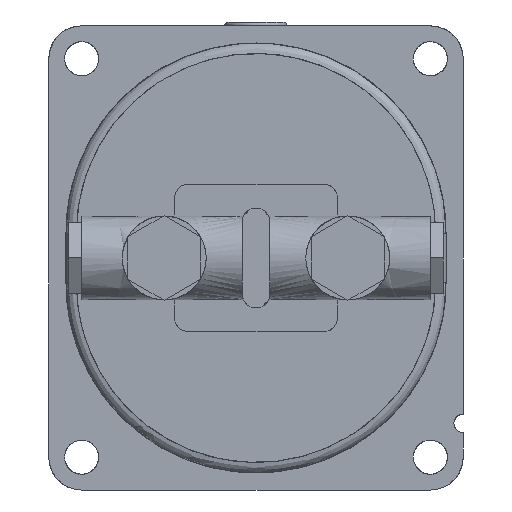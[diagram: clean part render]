
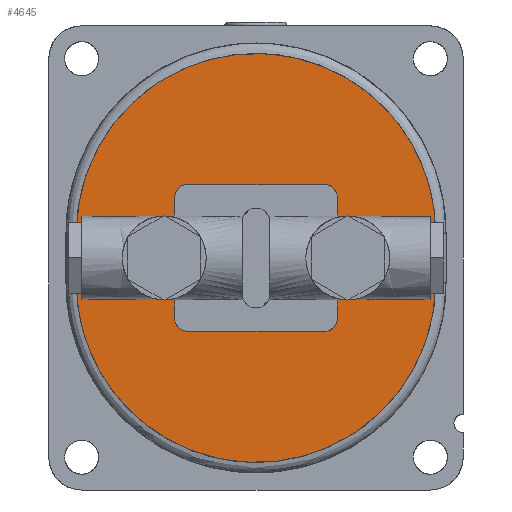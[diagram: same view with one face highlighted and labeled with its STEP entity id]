
A CAD part, left-side view. The second image highlights one B-rep face of the part: STEP entity #4645.
In plain terms, the highlighted free-form (B-spline) face has degree [1, 1] with [2, 2] control points.
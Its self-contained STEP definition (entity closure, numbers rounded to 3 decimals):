
#4645 = ADVANCED_FACE('',(#4646),#4790,.T.);
#4646 = FACE_BOUND('',#4647,.T.);
#4647 = EDGE_LOOP('',(#4648,#4658,#4666,#4674,#4682,#4690,#4698,#4706,
    #4714,#4721,#4729,#4737,#4745,#4753,#4761,#4769,#4777,#4785));
#4648 = ORIENTED_EDGE('',*,*,#4649,.F.);
#4649 = EDGE_CURVE('',#4650,#4652,#4654,.T.);
#4650 = VERTEX_POINT('',#4651);
#4651 = CARTESIAN_POINT('',(-136.978,-72.847,
    41.109));
#4652 = VERTEX_POINT('',#4653);
#4653 = CARTESIAN_POINT('',(-136.978,-78.849,
    10.935));
#4654 = B_SPLINE_CURVE_WITH_KNOTS('',2,(#4655,#4656,#4657),
  .UNSPECIFIED.,.F.,.F.,(3,3),(0.875,1.),.PIECEWISE_BEZIER_KNOTS.);
#4655 = CARTESIAN_POINT('',(-136.978,-72.847,
    41.109));
#4656 = CARTESIAN_POINT('',(-136.978,-78.849,
    26.619));
#4657 = CARTESIAN_POINT('',(-136.978,-78.849,
    10.935));
#4658 = ORIENTED_EDGE('',*,*,#4659,.F.);
#4659 = EDGE_CURVE('',#4660,#4650,#4662,.T.);
#4660 = VERTEX_POINT('',#4661);
#4661 = CARTESIAN_POINT('',(-136.978,-55.754,
    66.69));
#4662 = B_SPLINE_CURVE_WITH_KNOTS('',2,(#4663,#4664,#4665),
  .UNSPECIFIED.,.F.,.F.,(3,3),(0.75,0.875),.PIECEWISE_BEZIER_KNOTS.);
#4663 = CARTESIAN_POINT('',(-136.978,-55.754,
    66.69));
#4664 = CARTESIAN_POINT('',(-136.978,-66.845,
    55.599));
#4665 = CARTESIAN_POINT('',(-136.978,-72.847,
    41.109));
#4666 = ORIENTED_EDGE('',*,*,#4667,.F.);
#4667 = EDGE_CURVE('',#4668,#4660,#4670,.T.);
#4668 = VERTEX_POINT('',#4669);
#4669 = CARTESIAN_POINT('',(-136.978,-30.174,
    83.782));
#4670 = B_SPLINE_CURVE_WITH_KNOTS('',2,(#4671,#4672,#4673),
  .UNSPECIFIED.,.F.,.F.,(3,3),(0.625,0.75),.PIECEWISE_BEZIER_KNOTS.);
#4671 = CARTESIAN_POINT('',(-136.978,-30.174,
    83.782));
#4672 = CARTESIAN_POINT('',(-136.978,-44.664,
    77.78));
#4673 = CARTESIAN_POINT('',(-136.978,-55.754,
    66.69));
#4674 = ORIENTED_EDGE('',*,*,#4675,.F.);
#4675 = EDGE_CURVE('',#4676,#4668,#4678,.T.);
#4676 = VERTEX_POINT('',#4677);
#4677 = CARTESIAN_POINT('',(-136.978,0.,89.784));
#4678 = B_SPLINE_CURVE_WITH_KNOTS('',2,(#4679,#4680,#4681),
  .UNSPECIFIED.,.F.,.F.,(3,3),(0.5,0.625),.PIECEWISE_BEZIER_KNOTS.);
#4679 = CARTESIAN_POINT('',(-136.978,0.,89.784));
#4680 = CARTESIAN_POINT('',(-136.978,-15.684,
    89.784));
#4681 = CARTESIAN_POINT('',(-136.978,-30.174,
    83.782));
#4682 = ORIENTED_EDGE('',*,*,#4683,.F.);
#4683 = EDGE_CURVE('',#4684,#4676,#4686,.T.);
#4684 = VERTEX_POINT('',#4685);
#4685 = CARTESIAN_POINT('',(-136.978,30.174,
    83.782));
#4686 = B_SPLINE_CURVE_WITH_KNOTS('',2,(#4687,#4688,#4689),
  .UNSPECIFIED.,.F.,.F.,(3,3),(0.375,0.5),.PIECEWISE_BEZIER_KNOTS.);
#4687 = CARTESIAN_POINT('',(-136.978,30.174,
    83.782));
#4688 = CARTESIAN_POINT('',(-136.978,15.684,
    89.784));
#4689 = CARTESIAN_POINT('',(-136.978,0.,89.784));
#4690 = ORIENTED_EDGE('',*,*,#4691,.F.);
#4691 = EDGE_CURVE('',#4692,#4684,#4694,.T.);
#4692 = VERTEX_POINT('',#4693);
#4693 = CARTESIAN_POINT('',(-136.978,55.754,
    66.69));
#4694 = B_SPLINE_CURVE_WITH_KNOTS('',2,(#4695,#4696,#4697),
  .UNSPECIFIED.,.F.,.F.,(3,3),(0.25,0.375),.PIECEWISE_BEZIER_KNOTS.);
#4695 = CARTESIAN_POINT('',(-136.978,55.754,
    66.69));
#4696 = CARTESIAN_POINT('',(-136.978,44.664,
    77.78));
#4697 = CARTESIAN_POINT('',(-136.978,30.174,
    83.782));
#4698 = ORIENTED_EDGE('',*,*,#4699,.F.);
#4699 = EDGE_CURVE('',#4700,#4692,#4702,.T.);
#4700 = VERTEX_POINT('',#4701);
#4701 = CARTESIAN_POINT('',(-136.978,72.847,
    41.109));
#4702 = B_SPLINE_CURVE_WITH_KNOTS('',2,(#4703,#4704,#4705),
  .UNSPECIFIED.,.F.,.F.,(3,3),(0.125,0.25),.PIECEWISE_BEZIER_KNOTS.);
#4703 = CARTESIAN_POINT('',(-136.978,72.847,
    41.109));
#4704 = CARTESIAN_POINT('',(-136.978,66.845,
    55.599));
#4705 = CARTESIAN_POINT('',(-136.978,55.754,
    66.69));
#4706 = ORIENTED_EDGE('',*,*,#4707,.F.);
#4707 = EDGE_CURVE('',#4708,#4700,#4710,.T.);
#4708 = VERTEX_POINT('',#4709);
#4709 = CARTESIAN_POINT('',(-136.978,78.849,
    10.935));
#4710 = B_SPLINE_CURVE_WITH_KNOTS('',2,(#4711,#4712,#4713),
  .UNSPECIFIED.,.F.,.F.,(3,3),(0.,0.125),.PIECEWISE_BEZIER_KNOTS.);
#4711 = CARTESIAN_POINT('',(-136.978,78.849,
    10.935));
#4712 = CARTESIAN_POINT('',(-136.978,78.849,
    26.619));
#4713 = CARTESIAN_POINT('',(-136.978,72.847,
    41.109));
#4714 = ORIENTED_EDGE('',*,*,#4715,.F.);
#4715 = EDGE_CURVE('',#4716,#4708,#4718,.T.);
#4716 = VERTEX_POINT('',#4717);
#4717 = CARTESIAN_POINT('',(-136.978,78.849,
    -10.935));
#4718 = B_SPLINE_CURVE_WITH_KNOTS('',1,(#4719,#4720),.UNSPECIFIED.,.F.,
  .F.,(2,2),(0.,19.),.PIECEWISE_BEZIER_KNOTS.);
#4719 = CARTESIAN_POINT('',(-136.978,78.849,
    -10.935));
#4720 = CARTESIAN_POINT('',(-136.978,78.849,
    10.935));
#4721 = ORIENTED_EDGE('',*,*,#4722,.F.);
#4722 = EDGE_CURVE('',#4723,#4716,#4725,.T.);
#4723 = VERTEX_POINT('',#4724);
#4724 = CARTESIAN_POINT('',(-136.978,72.847,
    -41.109));
#4725 = B_SPLINE_CURVE_WITH_KNOTS('',2,(#4726,#4727,#4728),
  .UNSPECIFIED.,.F.,.F.,(3,3),(0.875,1.),.PIECEWISE_BEZIER_KNOTS.);
#4726 = CARTESIAN_POINT('',(-136.978,72.847,
    -41.109));
#4727 = CARTESIAN_POINT('',(-136.978,78.849,
    -26.619));
#4728 = CARTESIAN_POINT('',(-136.978,78.849,
    -10.935));
#4729 = ORIENTED_EDGE('',*,*,#4730,.F.);
#4730 = EDGE_CURVE('',#4731,#4723,#4733,.T.);
#4731 = VERTEX_POINT('',#4732);
#4732 = CARTESIAN_POINT('',(-136.978,55.754,
    -66.69));
#4733 = B_SPLINE_CURVE_WITH_KNOTS('',2,(#4734,#4735,#4736),
  .UNSPECIFIED.,.F.,.F.,(3,3),(0.75,0.875),.PIECEWISE_BEZIER_KNOTS.);
#4734 = CARTESIAN_POINT('',(-136.978,55.754,
    -66.69));
#4735 = CARTESIAN_POINT('',(-136.978,66.845,
    -55.599));
#4736 = CARTESIAN_POINT('',(-136.978,72.847,
    -41.109));
#4737 = ORIENTED_EDGE('',*,*,#4738,.F.);
#4738 = EDGE_CURVE('',#4739,#4731,#4741,.T.);
#4739 = VERTEX_POINT('',#4740);
#4740 = CARTESIAN_POINT('',(-136.978,30.174,
    -83.782));
#4741 = B_SPLINE_CURVE_WITH_KNOTS('',2,(#4742,#4743,#4744),
  .UNSPECIFIED.,.F.,.F.,(3,3),(0.625,0.75),.PIECEWISE_BEZIER_KNOTS.);
#4742 = CARTESIAN_POINT('',(-136.978,30.174,
    -83.782));
#4743 = CARTESIAN_POINT('',(-136.978,44.664,
    -77.78));
#4744 = CARTESIAN_POINT('',(-136.978,55.754,
    -66.69));
#4745 = ORIENTED_EDGE('',*,*,#4746,.F.);
#4746 = EDGE_CURVE('',#4747,#4739,#4749,.T.);
#4747 = VERTEX_POINT('',#4748);
#4748 = CARTESIAN_POINT('',(-136.978,0.,-89.784));
#4749 = B_SPLINE_CURVE_WITH_KNOTS('',2,(#4750,#4751,#4752),
  .UNSPECIFIED.,.F.,.F.,(3,3),(0.5,0.625),.PIECEWISE_BEZIER_KNOTS.);
#4750 = CARTESIAN_POINT('',(-136.978,0.,-89.784));
#4751 = CARTESIAN_POINT('',(-136.978,15.684,
    -89.784));
#4752 = CARTESIAN_POINT('',(-136.978,30.174,
    -83.782));
#4753 = ORIENTED_EDGE('',*,*,#4754,.F.);
#4754 = EDGE_CURVE('',#4755,#4747,#4757,.T.);
#4755 = VERTEX_POINT('',#4756);
#4756 = CARTESIAN_POINT('',(-136.978,-30.174,
    -83.782));
#4757 = B_SPLINE_CURVE_WITH_KNOTS('',2,(#4758,#4759,#4760),
  .UNSPECIFIED.,.F.,.F.,(3,3),(0.375,0.5),.PIECEWISE_BEZIER_KNOTS.);
#4758 = CARTESIAN_POINT('',(-136.978,-30.174,
    -83.782));
#4759 = CARTESIAN_POINT('',(-136.978,-15.684,
    -89.784));
#4760 = CARTESIAN_POINT('',(-136.978,0.,-89.784));
#4761 = ORIENTED_EDGE('',*,*,#4762,.F.);
#4762 = EDGE_CURVE('',#4763,#4755,#4765,.T.);
#4763 = VERTEX_POINT('',#4764);
#4764 = CARTESIAN_POINT('',(-136.978,-55.754,
    -66.69));
#4765 = B_SPLINE_CURVE_WITH_KNOTS('',2,(#4766,#4767,#4768),
  .UNSPECIFIED.,.F.,.F.,(3,3),(0.25,0.375),.PIECEWISE_BEZIER_KNOTS.);
#4766 = CARTESIAN_POINT('',(-136.978,-55.754,
    -66.69));
#4767 = CARTESIAN_POINT('',(-136.978,-44.664,
    -77.78));
#4768 = CARTESIAN_POINT('',(-136.978,-30.174,
    -83.782));
#4769 = ORIENTED_EDGE('',*,*,#4770,.F.);
#4770 = EDGE_CURVE('',#4771,#4763,#4773,.T.);
#4771 = VERTEX_POINT('',#4772);
#4772 = CARTESIAN_POINT('',(-136.978,-72.847,
    -41.109));
#4773 = B_SPLINE_CURVE_WITH_KNOTS('',2,(#4774,#4775,#4776),
  .UNSPECIFIED.,.F.,.F.,(3,3),(0.125,0.25),.PIECEWISE_BEZIER_KNOTS.);
#4774 = CARTESIAN_POINT('',(-136.978,-72.847,
    -41.109));
#4775 = CARTESIAN_POINT('',(-136.978,-66.845,
    -55.599));
#4776 = CARTESIAN_POINT('',(-136.978,-55.754,
    -66.69));
#4777 = ORIENTED_EDGE('',*,*,#4778,.F.);
#4778 = EDGE_CURVE('',#4779,#4771,#4781,.T.);
#4779 = VERTEX_POINT('',#4780);
#4780 = CARTESIAN_POINT('',(-136.978,-78.849,
    -10.935));
#4781 = B_SPLINE_CURVE_WITH_KNOTS('',2,(#4782,#4783,#4784),
  .UNSPECIFIED.,.F.,.F.,(3,3),(0.,0.125),.PIECEWISE_BEZIER_KNOTS.);
#4782 = CARTESIAN_POINT('',(-136.978,-78.849,
    -10.935));
#4783 = CARTESIAN_POINT('',(-136.978,-78.849,
    -26.619));
#4784 = CARTESIAN_POINT('',(-136.978,-72.847,
    -41.109));
#4785 = ORIENTED_EDGE('',*,*,#4786,.F.);
#4786 = EDGE_CURVE('',#4652,#4779,#4787,.T.);
#4787 = B_SPLINE_CURVE_WITH_KNOTS('',1,(#4788,#4789),.UNSPECIFIED.,.F.,
  .F.,(2,2),(0.,19.),.PIECEWISE_BEZIER_KNOTS.);
#4788 = CARTESIAN_POINT('',(-136.978,-78.849,
    10.935));
#4789 = CARTESIAN_POINT('',(-136.978,-78.849,
    -10.935));
#4790 = B_SPLINE_SURFACE_WITH_KNOTS('',1,1,(
    (#4791,#4792)
    ,(#4793,#4794
    )),.UNSPECIFIED.,.F.,.F.,.F.,(2,2),(2,2),(0.,1.),(0.,1.),
  .PIECEWISE_BEZIER_KNOTS.);
#4791 = CARTESIAN_POINT('',(-136.978,-78.849,
    90.861));
#4792 = CARTESIAN_POINT('',(-136.978,-78.849,
    -90.861));
#4793 = CARTESIAN_POINT('',(-136.978,78.849,
    90.861));
#4794 = CARTESIAN_POINT('',(-136.978,78.849,
    -90.861));
